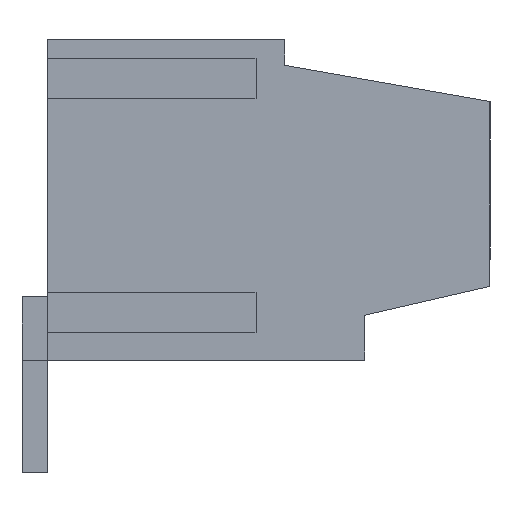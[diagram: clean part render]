
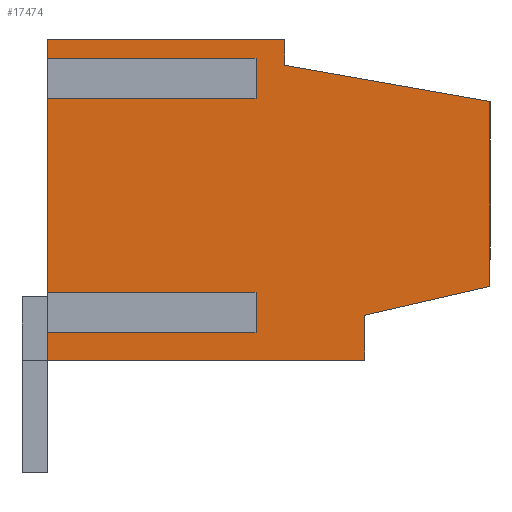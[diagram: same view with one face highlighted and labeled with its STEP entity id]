
A CAD part, left-side view. The second image highlights one B-rep face of the part: STEP entity #17474.
In plain terms, the highlighted planar face has unit normal (-1, 0, 0).
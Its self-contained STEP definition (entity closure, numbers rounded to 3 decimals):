
#17411=AXIS2_PLACEMENT_3D('Plane Axis2P3D',#17408,#17409,#17410) ;
#16458=CARTESIAN_POINT('Vertex',(0.55,13.8,3.5)) ;
#16461=CARTESIAN_POINT('Line Origine',(0.55,13.8,4.097)) ;
#16465=CARTESIAN_POINT('Vertex',(0.55,13.8,4.694)) ;
#16486=CARTESIAN_POINT('Vertex',(0.55,13.8,5.306)) ;
#16489=CARTESIAN_POINT('Line Origine',(0.55,13.8,8.65)) ;
#16493=CARTESIAN_POINT('Vertex',(0.55,13.8,11.994)) ;
#16514=CARTESIAN_POINT('Vertex',(0.55,13.8,12.606)) ;
#16517=CARTESIAN_POINT('Line Origine',(0.55,13.8,13.053)) ;
#16521=CARTESIAN_POINT('Vertex',(0.55,13.8,13.5)) ;
#16969=CARTESIAN_POINT('Line Origine',(0.55,10.1,13.5)) ;
#16973=CARTESIAN_POINT('Vertex',(0.55,6.4,13.5)) ;
#17062=CARTESIAN_POINT('Line Origine',(0.55,6.4,13.1)) ;
#17066=CARTESIAN_POINT('Vertex',(0.55,6.4,12.7)) ;
#17087=CARTESIAN_POINT('Line Origine',(0.55,3.2,12.136)) ;
#17091=CARTESIAN_POINT('Vertex',(0.55,0.,11.572)) ;
#17112=CARTESIAN_POINT('Line Origine',(0.55,0.,8.686)) ;
#17116=CARTESIAN_POINT('Vertex',(0.55,0.,5.8)) ;
#17173=CARTESIAN_POINT('Line Origine',(0.55,1.95,5.35)) ;
#17177=CARTESIAN_POINT('Vertex',(0.55,3.9,4.9)) ;
#17308=CARTESIAN_POINT('Vertex',(0.55,3.9,3.5)) ;
#17311=CARTESIAN_POINT('Line Origine',(0.55,8.85,3.5)) ;
#17408=CARTESIAN_POINT('Axis2P3D Location',(0.55,14.6,0.)) ;
#17413=CARTESIAN_POINT('Line Origine',(0.55,10.55,5.306)) ;
#17417=CARTESIAN_POINT('Vertex',(0.55,7.3,5.306)) ;
#17420=CARTESIAN_POINT('Line Origine',(0.55,7.3,5.)) ;
#17424=CARTESIAN_POINT('Vertex',(0.55,7.3,4.694)) ;
#17427=CARTESIAN_POINT('Line Origine',(0.55,10.55,4.694)) ;
#17432=CARTESIAN_POINT('Line Origine',(0.55,3.9,4.2)) ;
#17437=CARTESIAN_POINT('Line Origine',(0.55,10.55,12.606)) ;
#17441=CARTESIAN_POINT('Vertex',(0.55,7.3,12.606)) ;
#17444=CARTESIAN_POINT('Line Origine',(0.55,7.3,12.3)) ;
#17448=CARTESIAN_POINT('Vertex',(0.55,7.3,11.994)) ;
#17451=CARTESIAN_POINT('Line Origine',(0.55,10.55,11.994)) ;
#16462=DIRECTION('Vector Direction',(0.,0.,-1.)) ;
#16490=DIRECTION('Vector Direction',(0.,0.,-1.)) ;
#16518=DIRECTION('Vector Direction',(0.,0.,-1.)) ;
#16970=DIRECTION('Vector Direction',(0.,1.,0.)) ;
#17063=DIRECTION('Vector Direction',(0.,0.,1.)) ;
#17088=DIRECTION('Vector Direction',(0.,0.985,0.174)) ;
#17113=DIRECTION('Vector Direction',(0.,0.,1.)) ;
#17174=DIRECTION('Vector Direction',(0.,-0.974,0.225)) ;
#17312=DIRECTION('Vector Direction',(0.,-1.,0.)) ;
#17409=DIRECTION('Axis2P3D Direction',(-1.,0.,0.)) ;
#17410=DIRECTION('Axis2P3D XDirection',(0.,-1.,0.)) ;
#17414=DIRECTION('Vector Direction',(0.,-1.,0.)) ;
#17421=DIRECTION('Vector Direction',(0.,0.,-1.)) ;
#17428=DIRECTION('Vector Direction',(0.,-1.,0.)) ;
#17433=DIRECTION('Vector Direction',(0.,0.,1.)) ;
#17438=DIRECTION('Vector Direction',(0.,-1.,0.)) ;
#17445=DIRECTION('Vector Direction',(0.,0.,-1.)) ;
#17452=DIRECTION('Vector Direction',(0.,-1.,0.)) ;
#16463=VECTOR('Line Direction',#16462,1.) ;
#16491=VECTOR('Line Direction',#16490,1.) ;
#16519=VECTOR('Line Direction',#16518,1.) ;
#16971=VECTOR('Line Direction',#16970,1.) ;
#17064=VECTOR('Line Direction',#17063,1.) ;
#17089=VECTOR('Line Direction',#17088,1.) ;
#17114=VECTOR('Line Direction',#17113,1.) ;
#17175=VECTOR('Line Direction',#17174,1.) ;
#17313=VECTOR('Line Direction',#17312,1.) ;
#17415=VECTOR('Line Direction',#17414,1.) ;
#17422=VECTOR('Line Direction',#17421,1.) ;
#17429=VECTOR('Line Direction',#17428,1.) ;
#17434=VECTOR('Line Direction',#17433,1.) ;
#17439=VECTOR('Line Direction',#17438,1.) ;
#17446=VECTOR('Line Direction',#17445,1.) ;
#17453=VECTOR('Line Direction',#17452,1.) ;
#17457=ORIENTED_EDGE('',*,*,#16495,.T.) ;
#17458=ORIENTED_EDGE('',*,*,#17419,.T.) ;
#17459=ORIENTED_EDGE('',*,*,#17426,.T.) ;
#17460=ORIENTED_EDGE('',*,*,#17431,.F.) ;
#17461=ORIENTED_EDGE('',*,*,#16467,.T.) ;
#17462=ORIENTED_EDGE('',*,*,#17315,.T.) ;
#17463=ORIENTED_EDGE('',*,*,#17436,.T.) ;
#17464=ORIENTED_EDGE('',*,*,#17179,.T.) ;
#17465=ORIENTED_EDGE('',*,*,#17118,.T.) ;
#17466=ORIENTED_EDGE('',*,*,#17093,.T.) ;
#17467=ORIENTED_EDGE('',*,*,#17068,.T.) ;
#17468=ORIENTED_EDGE('',*,*,#16975,.T.) ;
#17469=ORIENTED_EDGE('',*,*,#16523,.T.) ;
#17470=ORIENTED_EDGE('',*,*,#17443,.T.) ;
#17471=ORIENTED_EDGE('',*,*,#17450,.T.) ;
#17472=ORIENTED_EDGE('',*,*,#17455,.F.) ;
#17474=ADVANCED_FACE('HOUSING',(#17473),#17412,.T.) ;
#16467=EDGE_CURVE('',#16466,#16459,#16464,.T.) ;
#16495=EDGE_CURVE('',#16494,#16487,#16492,.T.) ;
#16523=EDGE_CURVE('',#16522,#16515,#16520,.T.) ;
#16975=EDGE_CURVE('',#16974,#16522,#16972,.T.) ;
#17068=EDGE_CURVE('',#17067,#16974,#17065,.T.) ;
#17093=EDGE_CURVE('',#17092,#17067,#17090,.T.) ;
#17118=EDGE_CURVE('',#17117,#17092,#17115,.T.) ;
#17179=EDGE_CURVE('',#17178,#17117,#17176,.T.) ;
#17315=EDGE_CURVE('',#16459,#17309,#17314,.T.) ;
#17419=EDGE_CURVE('',#16487,#17418,#17416,.T.) ;
#17426=EDGE_CURVE('',#17418,#17425,#17423,.T.) ;
#17431=EDGE_CURVE('',#16466,#17425,#17430,.T.) ;
#17436=EDGE_CURVE('',#17309,#17178,#17435,.T.) ;
#17443=EDGE_CURVE('',#16515,#17442,#17440,.T.) ;
#17450=EDGE_CURVE('',#17442,#17449,#17447,.T.) ;
#17455=EDGE_CURVE('',#16494,#17449,#17454,.T.) ;
#17456=EDGE_LOOP('',(#17457,#17458,#17459,#17460,#17461,#17462,#17463,#17464,#17465,#17466,#17467,#17468,#17469,#17470,#17471,#17472)) ;
#17473=FACE_OUTER_BOUND('',#17456,.T.) ;
#16464=LINE('Line',#16461,#16463) ;
#16492=LINE('Line',#16489,#16491) ;
#16520=LINE('Line',#16517,#16519) ;
#16972=LINE('Line',#16969,#16971) ;
#17065=LINE('Line',#17062,#17064) ;
#17090=LINE('Line',#17087,#17089) ;
#17115=LINE('Line',#17112,#17114) ;
#17176=LINE('Line',#17173,#17175) ;
#17314=LINE('Line',#17311,#17313) ;
#17416=LINE('Line',#17413,#17415) ;
#17423=LINE('Line',#17420,#17422) ;
#17430=LINE('Line',#17427,#17429) ;
#17435=LINE('Line',#17432,#17434) ;
#17440=LINE('Line',#17437,#17439) ;
#17447=LINE('Line',#17444,#17446) ;
#17454=LINE('Line',#17451,#17453) ;
#17412=PLANE('',#17411) ;
#16459=VERTEX_POINT('',#16458) ;
#16466=VERTEX_POINT('',#16465) ;
#16487=VERTEX_POINT('',#16486) ;
#16494=VERTEX_POINT('',#16493) ;
#16515=VERTEX_POINT('',#16514) ;
#16522=VERTEX_POINT('',#16521) ;
#16974=VERTEX_POINT('',#16973) ;
#17067=VERTEX_POINT('',#17066) ;
#17092=VERTEX_POINT('',#17091) ;
#17117=VERTEX_POINT('',#17116) ;
#17178=VERTEX_POINT('',#17177) ;
#17309=VERTEX_POINT('',#17308) ;
#17418=VERTEX_POINT('',#17417) ;
#17425=VERTEX_POINT('',#17424) ;
#17442=VERTEX_POINT('',#17441) ;
#17449=VERTEX_POINT('',#17448) ;
